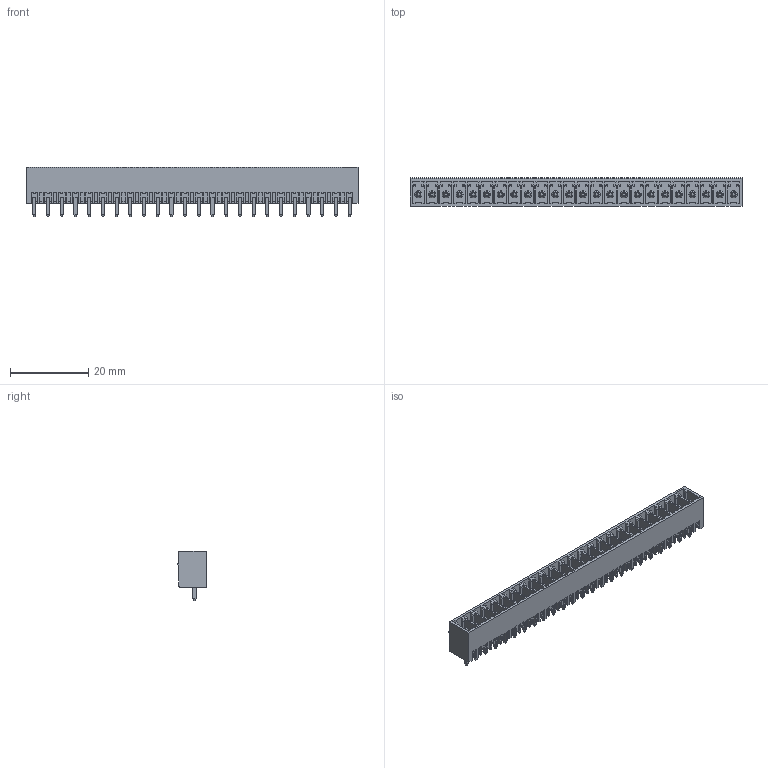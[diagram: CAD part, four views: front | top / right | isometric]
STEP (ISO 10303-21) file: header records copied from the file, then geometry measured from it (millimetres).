
FILE_DESCRIPTION(('STEP AP214'),'1');
FILE_NAME('PV24-3,5-V-P.stp','2018-11-29T10:35:47',(' '),(' '),'Spatial InterOp 3D',' ',' ');
FILE_SCHEMA(('AUTOMOTIVE_DESIGN { 1 0 10303 214 1 1 1 1 }'));
Length unit declared in the file: metre
Products named in the file (1): 1
Bounding box: 84.8 x 7.25 x 12.6 mm (x, y, z)
Volume: 2823.8 mm3; surface area: 7337.6 mm2
Topology: 1 solids, 1 shells, 1613 faces, 4185 edges, 2646 vertices
Faces by surface type: plane 1492, cylinder 73, torus 24, cone 24
Full cylindrical faces by diameter (mm): 1.8 x24
Entity records: 60350 total; most frequent: CARTESIAN_POINT 8493, ORIENTED_EDGE 8226, DIRECTION 7487, EDGE_CURVE 4113, LINE 3871, VECTOR 3871, VERTEX_POINT 2622, AXIS2_PLACEMENT_3D 1808
